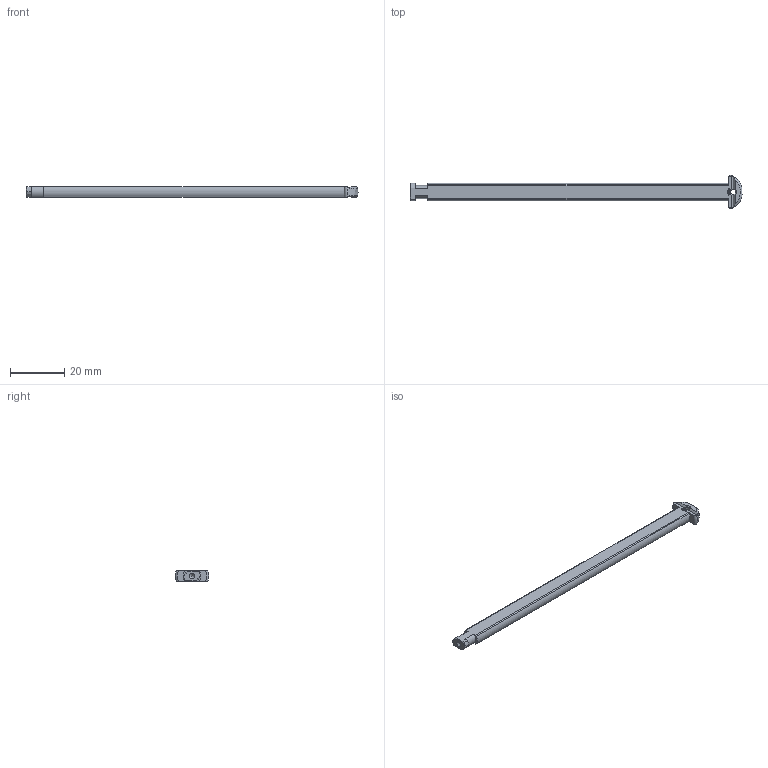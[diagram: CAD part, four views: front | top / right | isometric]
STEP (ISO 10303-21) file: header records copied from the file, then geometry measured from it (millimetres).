
FILE_DESCRIPTION(('FreeCAD Model'),'2;1');
FILE_NAME('Open CASCADE Shape Model','2022-06-09T15:08:09',('Author'),( ''),'Open CASCADE STEP processor 7.5','FreeCAD','Unknown');
FILE_SCHEMA(('AUTOMOTIVE_DESIGN { 1 0 10303 214 1 1 1 1 }'));
Length unit declared in the file: millimetre
Products named in the file (1): Pin CL RHD BU09.00 - SPN-PIN-0076 (stemfie.org)
Bounding box: 122.5 x 12.25 x 4 mm (x, y, z)
Volume: 3008.4 mm3; surface area: 2431.7 mm2
Topology: 1 solids, 1 shells, 479 faces, 1344 edges, 896 vertices
Faces by surface type: plane 329, bspline 133, cone 8, cylinder 7, torus 2
Full cylindrical faces by diameter (mm): 2 x1
Entity records: 35231 total; most frequent: CARTESIAN_POINT 10321, DIRECTION 3831, LINE 3039, VECTOR 3039, ORIENTED_EDGE 2684, PCURVE 2684, DEFINITIONAL_REPRESENTATION 2684, EDGE_CURVE 1342
